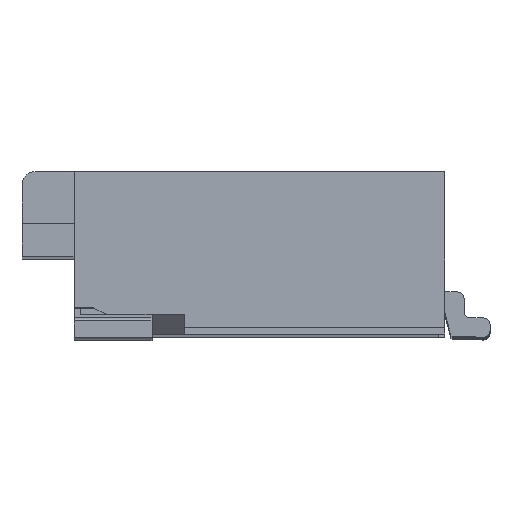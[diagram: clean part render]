
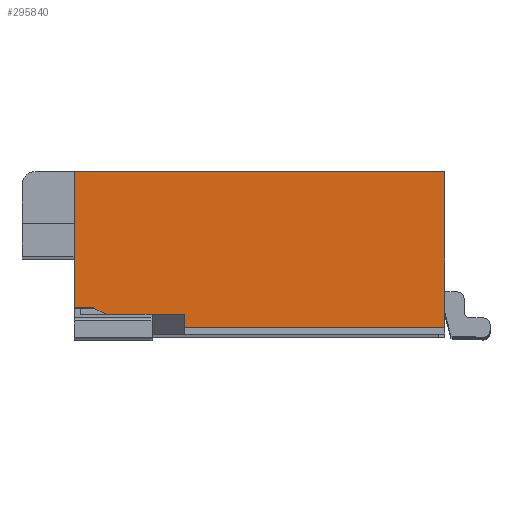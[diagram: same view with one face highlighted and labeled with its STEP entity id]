
A CAD part, top view. The second image highlights one B-rep face of the part: STEP entity #295840.
In plain terms, the highlighted planar face has unit normal (0, 0, 1).
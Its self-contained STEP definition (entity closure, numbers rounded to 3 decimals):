
#103510=CARTESIAN_POINT('',(5.7,2.5,9.845));
#103520=VERTEX_POINT('',#103510);
#103550=CARTESIAN_POINT('',(0.,2.5,9.845));
#103560=DIRECTION('',(-1.,0.,0.));
#103570=VECTOR('',#103560,1.);
#103580=LINE('',#103550,#103570);
#103590=CARTESIAN_POINT('',(0.,2.5,9.845));
#103600=VERTEX_POINT('',#103590);
#103610=EDGE_CURVE('',#103520,#103600,#103580,.T.);
#295030=CARTESIAN_POINT('',(5.7,0.1,9.845));
#295040=VERTEX_POINT('',#295030);
#295070=CARTESIAN_POINT('',(5.7,0.,9.845));
#295080=DIRECTION('',(0.,-1.,0.));
#295090=VECTOR('',#295080,1.);
#295100=LINE('',#295070,#295090);
#295110=EDGE_CURVE('',#103520,#295040,#295100,.T.);
#295290=CARTESIAN_POINT('',(2.916,1.69,9.845));
#295300=DIRECTION('',(0.,0.,1.));
#295310=DIRECTION('',(1.,0.,0.));
#295320=AXIS2_PLACEMENT_3D('',#295290,#295300,#295310);
#295330=PLANE('',#295320);
#295340=CARTESIAN_POINT('',(0.,0.1,9.845));
#295350=DIRECTION('',(1.,0.,0.));
#295360=VECTOR('',#295350,1.);
#295370=LINE('',#295340,#295360);
#295380=CARTESIAN_POINT('',(1.7,0.1,9.845));
#295390=VERTEX_POINT('',#295380);
#295400=EDGE_CURVE('',#295390,#295040,#295370,.T.);
#295410=ORIENTED_EDGE('',*,*,#295400,.T.);
#295420=CARTESIAN_POINT('',(1.7,0.,9.845));
#295430=DIRECTION('',(0.,-1.,0.));
#295440=VECTOR('',#295430,1.);
#295450=LINE('',#295420,#295440);
#295460=CARTESIAN_POINT('',(1.7,0.3,9.845));
#295470=VERTEX_POINT('',#295460);
#295480=EDGE_CURVE('',#295470,#295390,#295450,.T.);
#295490=ORIENTED_EDGE('',*,*,#295480,.T.);
#295500=CARTESIAN_POINT('',(0.,0.3,9.845));
#295510=DIRECTION('',(-1.,0.,0.));
#295520=VECTOR('',#295510,1.);
#295530=LINE('',#295500,#295520);
#295540=CARTESIAN_POINT('',(0.5,0.3,9.845));
#295550=VERTEX_POINT('',#295540);
#295560=EDGE_CURVE('',#295470,#295550,#295530,.T.);
#295570=ORIENTED_EDGE('',*,*,#295560,.F.);
#295580=CARTESIAN_POINT('',(0.,0.55,9.845));
#295590=DIRECTION('',(0.894,-0.447,0.));
#295600=VECTOR('',#295590,1.);
#295610=LINE('',#295580,#295600);
#295620=CARTESIAN_POINT('',(0.3,0.4,9.845));
#295630=VERTEX_POINT('',#295620);
#295640=EDGE_CURVE('',#295630,#295550,#295610,.T.);
#295650=ORIENTED_EDGE('',*,*,#295640,.T.);
#295660=CARTESIAN_POINT('',(0.,0.4,9.845));
#295670=DIRECTION('',(-1.,0.,0.));
#295680=VECTOR('',#295670,1.);
#295690=LINE('',#295660,#295680);
#295700=CARTESIAN_POINT('',(0.,0.4,9.845));
#295710=VERTEX_POINT('',#295700);
#295720=EDGE_CURVE('',#295630,#295710,#295690,.T.);
#295730=ORIENTED_EDGE('',*,*,#295720,.F.);
#295740=CARTESIAN_POINT('',(0.,0.,9.845));
#295750=DIRECTION('',(0.,1.,0.));
#295760=VECTOR('',#295750,1.);
#295770=LINE('',#295740,#295760);
#295780=EDGE_CURVE('',#295710,#103600,#295770,.T.);
#295790=ORIENTED_EDGE('',*,*,#295780,.F.);
#295800=ORIENTED_EDGE('',*,*,#103610,.T.);
#295810=ORIENTED_EDGE('',*,*,#295110,.F.);
#295820=EDGE_LOOP('',(#295810,#295800,#295790,#295730,#295650,#295570,
#295490,#295410));
#295830=FACE_OUTER_BOUND('',#295820,.T.);
#295840=ADVANCED_FACE('',(#295830),#295330,.T.);
